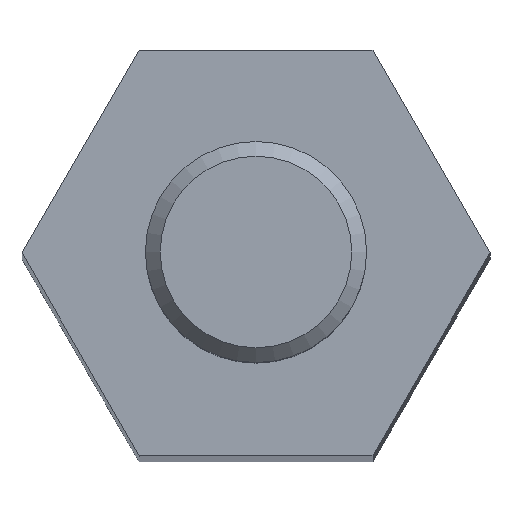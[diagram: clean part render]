
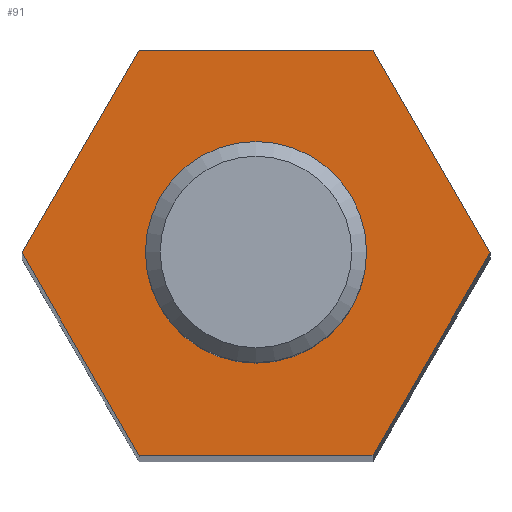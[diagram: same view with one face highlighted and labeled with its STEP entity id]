
A CAD part, top view. The second image highlights one B-rep face of the part: STEP entity #91.
In plain terms, the highlighted planar face has unit normal (0, 0, 1).
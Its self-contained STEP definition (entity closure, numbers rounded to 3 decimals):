
#91 = ADVANCED_FACE( '', ( #190, #191 ), #192, .T. );
#190 = FACE_BOUND( '', #284, .T. );
#191 = FACE_OUTER_BOUND( '', #285, .T. );
#192 = PLANE( '', #286 );
#284 = EDGE_LOOP( '', ( #445 ) );
#285 = EDGE_LOOP( '', ( #446, #447, #448, #449, #450, #451 ) );
#286 = AXIS2_PLACEMENT_3D( '', #452, #453, #454 );
#445 = ORIENTED_EDGE( '', *, *, #481, .T. );
#446 = ORIENTED_EDGE( '', *, *, #541, .T. );
#447 = ORIENTED_EDGE( '', *, *, #511, .T. );
#448 = ORIENTED_EDGE( '', *, *, #523, .T. );
#449 = ORIENTED_EDGE( '', *, *, #506, .T. );
#450 = ORIENTED_EDGE( '', *, *, #542, .T. );
#451 = ORIENTED_EDGE( '', *, *, #490, .T. );
#452 = CARTESIAN_POINT( '', ( 0., 0., 50. ) );
#453 = DIRECTION( '', ( 0., 0., 1. ) );
#454 = DIRECTION( '', ( 1., 0., 0. ) );
#481 = EDGE_CURVE( '', #548, #548, #549, .F. );
#490 = EDGE_CURVE( '', #565, #563, #566, .T. );
#506 = EDGE_CURVE( '', #591, #589, #592, .T. );
#511 = EDGE_CURVE( '', #599, #597, #600, .T. );
#523 = EDGE_CURVE( '', #597, #591, #616, .T. );
#541 = EDGE_CURVE( '', #563, #599, #636, .T. );
#542 = EDGE_CURVE( '', #589, #565, #637, .T. );
#548 = VERTEX_POINT( '', #643 );
#549 = CIRCLE( '', #644, 1.267 );
#563 = VERTEX_POINT( '', #677 );
#565 = VERTEX_POINT( '', #680 );
#566 = LINE( '', #681, #682 );
#589 = VERTEX_POINT( '', #725 );
#591 = VERTEX_POINT( '', #728 );
#592 = LINE( '', #729, #730 );
#597 = VERTEX_POINT( '', #743 );
#599 = VERTEX_POINT( '', #746 );
#600 = LINE( '', #747, #748 );
#616 = LINE( '', #782, #783 );
#636 = LINE( '', #810, #811 );
#637 = LINE( '', #812, #813 );
#643 = CARTESIAN_POINT( '', ( 1.267, 0., 50. ) );
#644 = AXIS2_PLACEMENT_3D( '', #825, #826, #827 );
#677 = CARTESIAN_POINT( '', ( 1.588, 2.75, 50. ) );
#680 = CARTESIAN_POINT( '', ( 3.175, 0., 50. ) );
#681 = CARTESIAN_POINT( '', ( 3.175, 0., 50. ) );
#682 = VECTOR( '', #835, 1000. );
#725 = CARTESIAN_POINT( '', ( 1.588, -2.75, 50. ) );
#728 = CARTESIAN_POINT( '', ( -1.588, -2.75, 50. ) );
#729 = CARTESIAN_POINT( '', ( -1.588, -2.75, 50. ) );
#730 = VECTOR( '', #853, 1000. );
#743 = CARTESIAN_POINT( '', ( -3.175, 0., 50. ) );
#746 = CARTESIAN_POINT( '', ( -1.588, 2.75, 50. ) );
#747 = CARTESIAN_POINT( '', ( -1.588, 2.75, 50. ) );
#748 = VECTOR( '', #856, 1000. );
#782 = CARTESIAN_POINT( '', ( -3.175, 0., 50. ) );
#783 = VECTOR( '', #867, 1000. );
#810 = CARTESIAN_POINT( '', ( 1.588, 2.75, 50. ) );
#811 = VECTOR( '', #886, 1000. );
#812 = CARTESIAN_POINT( '', ( 1.588, -2.75, 50. ) );
#813 = VECTOR( '', #887, 1000. );
#825 = CARTESIAN_POINT( '', ( 0., 0., 50. ) );
#826 = DIRECTION( '', ( 0., 0., 1. ) );
#827 = DIRECTION( '', ( 1., 0., 0. ) );
#835 = DIRECTION( '', ( -0.5, 0.866, 0. ) );
#853 = DIRECTION( '', ( 1., 0., 0. ) );
#856 = DIRECTION( '', ( -0.5, -0.866, 0. ) );
#867 = DIRECTION( '', ( 0.5, -0.866, 0. ) );
#886 = DIRECTION( '', ( -1., 0., 0. ) );
#887 = DIRECTION( '', ( 0.5, 0.866, 0. ) );
